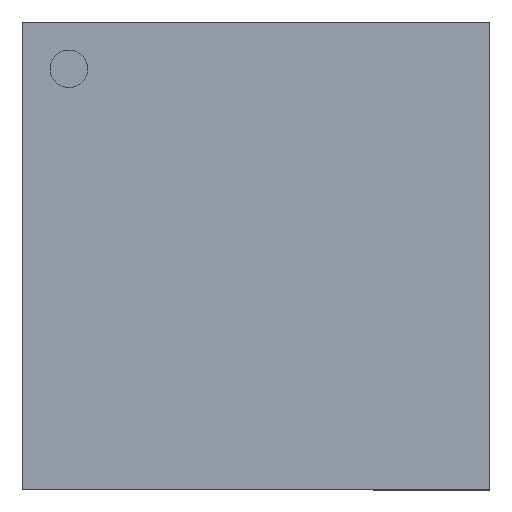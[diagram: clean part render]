
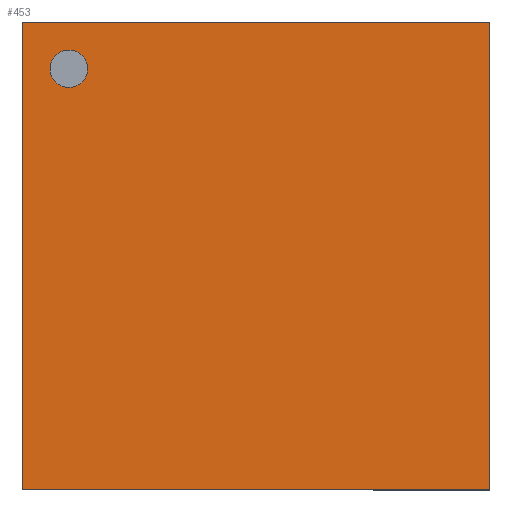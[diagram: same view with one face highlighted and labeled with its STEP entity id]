
A CAD part, top view. The second image highlights one B-rep face of the part: STEP entity #453.
In plain terms, the highlighted planar face has unit normal (0, 0, 1).
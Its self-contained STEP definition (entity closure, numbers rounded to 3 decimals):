
#24 = DIRECTION ( 'NONE',  ( 1., 0., 0. ) ) ;
#268 = VERTEX_POINT ( 'NONE', #3394 ) ;
#299 = CARTESIAN_POINT ( 'NONE',  ( 2.5, 2.5, 0.85 ) ) ;
#429 = AXIS2_PLACEMENT_3D ( 'NONE', #2634, #2591, #2051 ) ;
#453 = ADVANCED_FACE ( 'NONE', ( #6529, #7342 ), #7959, .F. ) ;
#649 = CIRCLE ( 'NONE', #5357, 0.2 ) ;
#968 = AXIS2_PLACEMENT_3D ( 'NONE', #4245, #6690, #6770 ) ;
#1028 = CARTESIAN_POINT ( 'NONE',  ( -2.5, -2.5, 0.85 ) ) ;
#1096 = DIRECTION ( 'NONE',  ( 0., 1., 0. ) ) ;
#1199 = CARTESIAN_POINT ( 'NONE',  ( -2., 2., 0.85 ) ) ;
#1216 = VERTEX_POINT ( 'NONE', #5137 ) ;
#1359 = ORIENTED_EDGE ( 'NONE', *, *, #3272, .F. ) ;
#1820 = ORIENTED_EDGE ( 'NONE', *, *, #4265, .T. ) ;
#2051 = DIRECTION ( 'NONE',  ( 1., 0., 0. ) ) ;
#2179 = ORIENTED_EDGE ( 'NONE', *, *, #3945, .T. ) ;
#2224 = VERTEX_POINT ( 'NONE', #2458 ) ;
#2326 = VECTOR ( 'NONE', #1096, 1000. ) ;
#2425 = DIRECTION ( 'NONE',  ( 1., 0., 0. ) ) ;
#2458 = CARTESIAN_POINT ( 'NONE',  ( -2.2, 2., 0.85 ) ) ;
#2591 = DIRECTION ( 'NONE',  ( 0., 0., 1. ) ) ;
#2634 = CARTESIAN_POINT ( 'NONE',  ( -2., 2., 0.85 ) ) ;
#3171 = LINE ( 'NONE', #6840, #2326 ) ;
#3272 = EDGE_CURVE ( 'NONE', #2224, #268, #649, .T. ) ;
#3301 = CARTESIAN_POINT ( 'NONE',  ( -2.5, -2.5, 0.85 ) ) ;
#3324 = ORIENTED_EDGE ( 'NONE', *, *, #7501, .T. ) ;
#3394 = CARTESIAN_POINT ( 'NONE',  ( -1.8, 2., 0.85 ) ) ;
#3492 = VERTEX_POINT ( 'NONE', #299 ) ;
#3800 = VECTOR ( 'NONE', #24, 1000. ) ;
#3945 = EDGE_CURVE ( 'NONE', #4080, #1216, #5795, .T. ) ;
#4080 = VERTEX_POINT ( 'NONE', #1028 ) ;
#4245 = CARTESIAN_POINT ( 'NONE',  ( 2.5, 2.5, 0.85 ) ) ;
#4265 = EDGE_CURVE ( 'NONE', #4374, #4080, #5785, .T. ) ;
#4334 = CARTESIAN_POINT ( 'NONE',  ( -2.5, 2.5, 0.85 ) ) ;
#4374 = VERTEX_POINT ( 'NONE', #6644 ) ;
#4984 = LINE ( 'NONE', #4334, #7169 ) ;
#5016 = EDGE_CURVE ( 'NONE', #268, #2224, #7516, .T. ) ;
#5068 = ORIENTED_EDGE ( 'NONE', *, *, #5914, .T. ) ;
#5137 = CARTESIAN_POINT ( 'NONE',  ( 2.5, -2.5, 0.85 ) ) ;
#5357 = AXIS2_PLACEMENT_3D ( 'NONE', #1199, #7417, #2425 ) ;
#5785 = LINE ( 'NONE', #3301, #6714 ) ;
#5795 = LINE ( 'NONE', #7066, #3800 ) ;
#5860 = DIRECTION ( 'NONE',  ( 0., -1., 0. ) ) ;
#5910 = ORIENTED_EDGE ( 'NONE', *, *, #5016, .F. ) ;
#5914 = EDGE_CURVE ( 'NONE', #1216, #3492, #3171, .T. ) ;
#6385 = EDGE_LOOP ( 'NONE', ( #5068, #3324, #1820, #2179 ) ) ;
#6419 = EDGE_LOOP ( 'NONE', ( #5910, #1359 ) ) ;
#6529 = FACE_BOUND ( 'NONE', #6419, .T. ) ;
#6644 = CARTESIAN_POINT ( 'NONE',  ( -2.5, 2.5, 0.85 ) ) ;
#6690 = DIRECTION ( 'NONE',  ( 0., 0., -1. ) ) ;
#6714 = VECTOR ( 'NONE', #5860, 1000. ) ;
#6741 = DIRECTION ( 'NONE',  ( -1., 0., 0. ) ) ;
#6770 = DIRECTION ( 'NONE',  ( -1., 0., 0. ) ) ;
#6840 = CARTESIAN_POINT ( 'NONE',  ( 2.5, -2.5, 0.85 ) ) ;
#7066 = CARTESIAN_POINT ( 'NONE',  ( -2.5, -2.5, 0.85 ) ) ;
#7169 = VECTOR ( 'NONE', #6741, 1000. ) ;
#7342 = FACE_OUTER_BOUND ( 'NONE', #6385, .T. ) ;
#7417 = DIRECTION ( 'NONE',  ( 0., 0., 1. ) ) ;
#7501 = EDGE_CURVE ( 'NONE', #3492, #4374, #4984, .T. ) ;
#7516 = CIRCLE ( 'NONE', #429, 0.2 ) ;
#7959 = PLANE ( 'NONE',  #968 ) ;
